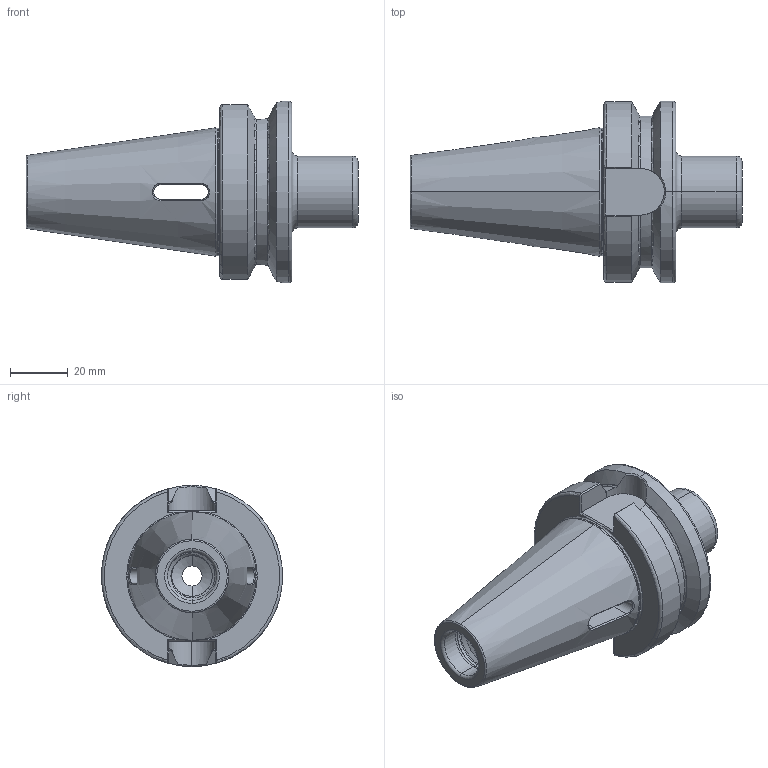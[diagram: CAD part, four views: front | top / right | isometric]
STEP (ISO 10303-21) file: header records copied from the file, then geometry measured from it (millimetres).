
FILE_DESCRIPTION (( 'STEP AP203' ), '1' );
FILE_NAME ('405.07.01.STEP', '2016-08-01T05:10:33', ( '' ), ( '' ), 'SwSTEP 2.0', 'SolidWorks 2012', '' );
FILE_SCHEMA (( 'CONFIG_CONTROL_DESIGN' ));
Length unit declared in the file: millimetre
Products named in the file (1): 405.07.01
Bounding box: 115.4 x 63 x 63 mm (x, y, z)
Volume: 128754.9 mm3; surface area: 26125.1 mm2
Topology: 1 solids, 1 shells, 144 faces, 370 edges, 228 vertices
Faces by surface type: cylinder 45, plane 35, torus 29, bspline 18, cone 17
Entity records: 9671 total; most frequent: CARTESIAN_POINT 6382, ORIENTED_EDGE 740, DIRECTION 595, EDGE_CURVE 370, AXIS2_PLACEMENT_3D 236, VERTEX_POINT 228, EDGE_LOOP 150, FACE_OUTER_BOUND 144
